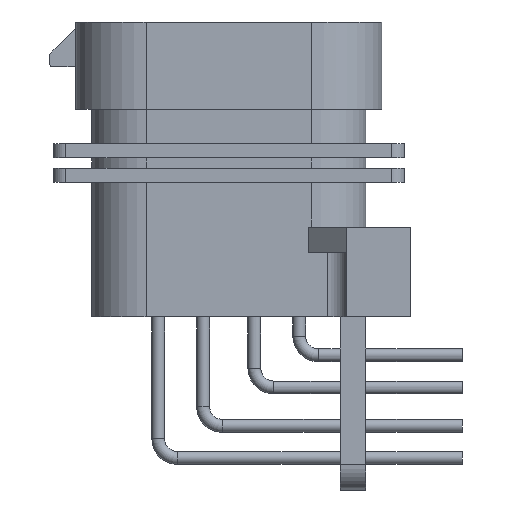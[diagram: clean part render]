
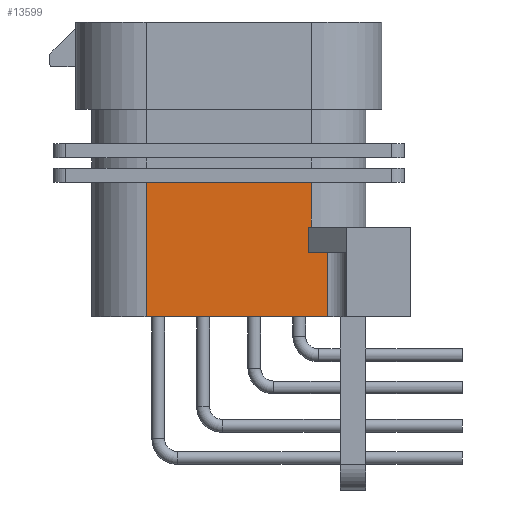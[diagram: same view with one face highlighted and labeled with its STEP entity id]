
A CAD part, left-side view. The second image highlights one B-rep face of the part: STEP entity #13599.
In plain terms, the highlighted planar face has unit normal (-1, 0, 0).
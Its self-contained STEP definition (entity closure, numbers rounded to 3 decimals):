
#1246=DIRECTION('',(0.,0.,-1.));
#1247=VECTOR('',#1246,3.5);
#1248=CARTESIAN_POINT('',(-35.5,-6.45,-12.5));
#1249=LINE('',#1248,#1247);
#1267=DIRECTION('',(0.,-1.,0.));
#1268=VECTOR('',#1267,1.5);
#1269=CARTESIAN_POINT('',(-35.5,-6.2,-18.));
#1270=LINE('',#1269,#1268);
#1271=DIRECTION('',(0.,0.,1.));
#1272=VECTOR('',#1271,5.);
#1273=CARTESIAN_POINT('',(-35.5,-7.7,-23.));
#1274=LINE('',#1273,#1272);
#1275=DIRECTION('',(0.,1.,0.));
#1276=VECTOR('',#1275,14.15);
#1277=CARTESIAN_POINT('',(-35.5,-7.7,-23.));
#1278=LINE('',#1277,#1276);
#1279=DIRECTION('',(0.,0.,-1.));
#1280=VECTOR('',#1279,10.5);
#1281=CARTESIAN_POINT('',(-35.5,6.45,-12.5));
#1282=LINE('',#1281,#1280);
#1283=DIRECTION('',(0.,-1.,0.));
#1284=VECTOR('',#1283,12.9);
#1285=CARTESIAN_POINT('',(-35.5,6.45,-12.5));
#1286=LINE('',#1285,#1284);
#1287=DIRECTION('',(0.,1.,0.));
#1288=VECTOR('',#1287,0.25);
#1289=CARTESIAN_POINT('',(-35.5,-6.45,-16.));
#1290=LINE('',#1289,#1288);
#1291=DIRECTION('',(0.,0.,1.));
#1292=VECTOR('',#1291,2.);
#1293=CARTESIAN_POINT('',(-35.5,-6.2,-18.));
#1294=LINE('',#1293,#1292);
#9780=CARTESIAN_POINT('',(-35.5,6.45,-23.));
#9781=VERTEX_POINT('',#9780);
#9904=CARTESIAN_POINT('',(-35.5,6.45,-12.5));
#9905=VERTEX_POINT('',#9904);
#9908=CARTESIAN_POINT('',(-35.5,-6.45,-12.5));
#9909=VERTEX_POINT('',#9908);
#9950=CARTESIAN_POINT('',(-35.5,-7.7,-23.));
#9951=VERTEX_POINT('',#9950);
#10014=CARTESIAN_POINT('',(-35.5,-6.2,-18.));
#10015=CARTESIAN_POINT('',(-35.5,-7.7,-18.));
#10016=VERTEX_POINT('',#10014);
#10017=VERTEX_POINT('',#10015);
#10018=CARTESIAN_POINT('',(-35.5,-6.2,-16.));
#10019=VERTEX_POINT('',#10018);
#10674=CARTESIAN_POINT('',(-35.5,-6.45,-16.));
#10675=VERTEX_POINT('',#10674);
#13578=CARTESIAN_POINT('',(-35.5,6.45,0.));
#13579=DIRECTION('',(-1.,0.,0.));
#13580=DIRECTION('',(0.,-1.,0.));
#13581=AXIS2_PLACEMENT_3D('',#13578,#13579,#13580);
#13582=PLANE('',#13581);
#13584=ORIENTED_EDGE('',*,*,#13583,.T.);
#13586=ORIENTED_EDGE('',*,*,#13585,.F.);
#13588=ORIENTED_EDGE('',*,*,#13587,.T.);
#13590=ORIENTED_EDGE('',*,*,#13589,.F.);
#13591=ORIENTED_EDGE('',*,*,#13523,.T.);
#13592=ORIENTED_EDGE('',*,*,#13558,.T.);
#13594=ORIENTED_EDGE('',*,*,#13593,.T.);
#13596=ORIENTED_EDGE('',*,*,#13595,.F.);
#13597=EDGE_LOOP('',(#13584,#13586,#13588,#13590,#13591,#13592,#13594,#13596));
#13598=FACE_OUTER_BOUND('',#13597,.F.);
#13599=ADVANCED_FACE('',(#13598),#13582,.T.);
#13523=EDGE_CURVE('',#9905,#9909,#1286,.T.);
#13558=EDGE_CURVE('',#9909,#10675,#1249,.T.);
#13583=EDGE_CURVE('',#10016,#10017,#1270,.T.);
#13585=EDGE_CURVE('',#9951,#10017,#1274,.T.);
#13587=EDGE_CURVE('',#9951,#9781,#1278,.T.);
#13589=EDGE_CURVE('',#9905,#9781,#1282,.T.);
#13593=EDGE_CURVE('',#10675,#10019,#1290,.T.);
#13595=EDGE_CURVE('',#10016,#10019,#1294,.T.);
